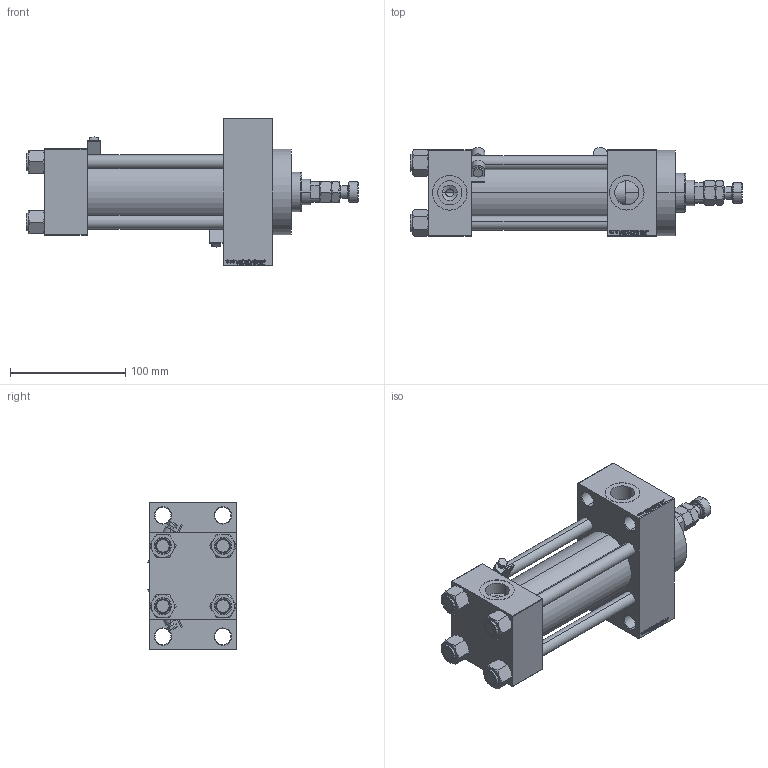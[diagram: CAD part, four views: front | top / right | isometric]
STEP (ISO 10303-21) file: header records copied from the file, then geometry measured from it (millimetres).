
FILE_DESCRIPTION (( 'STEP AP203' ), '1' );
FILE_NAME ('d1da.STEP', '2023-08-23T12:59:08', ( '' ), ( '' ), 'SwSTEP 2.0', 'SolidWorks 2019', '' );
FILE_SCHEMA (( 'CONFIG_CONTROL_DESIGN' ));
Length unit declared in the file: millimetre
Products named in the file (8): V215CR_VCP_D 8a9ee3ffc407d65012b696e2508be3d5; V215_VC_A 8a9ee3ffc407d65012b696e2508be3d5; MFA 8a9ee3ffc407d65012b696e2508be3d5; NUT_M5_D 8a9ee3ffc407d65012b696e2508be3d5; V215CR_D_TYCINKA 8a9ee3ffc407d65012b696e2508be3d5; V215CR_D_Body 8a9ee3ffc407d65012b696e2508be3d5; MSRF_MSRG1 8a9ee3ffc407d65012b696e2508be3d5; d1da
Assembly tree (14 placements, depth 2):
  d1da
    V215CR_D_Body 8a9ee3ffc407d65012b696e2508be3d5
    V215CR_VCP_D 8a9ee3ffc407d65012b696e2508be3d5
    NUT_M5_D 8a9ee3ffc407d65012b696e2508be3d5  x4
    V215CR_D_TYCINKA 8a9ee3ffc407d65012b696e2508be3d5  x4
    V215_VC_A 8a9ee3ffc407d65012b696e2508be3d5
    MFA 8a9ee3ffc407d65012b696e2508be3d5
    MSRF_MSRG1 8a9ee3ffc407d65012b696e2508be3d5  x2
Bounding box: 288 x 77.15 x 128 mm (x, y, z)
Volume: 892883.9 mm3; surface area: 207053.8 mm2
Topology: 14 solids, 14 shells, 1219 faces, 3007 edges, 1935 vertices
Faces by surface type: plane 549, bspline 368, cone 170, cylinder 120, torus 12
Entity records: 49920 total; most frequent: CARTESIAN_POINT 25804, ORIENTED_EDGE 5356, DIRECTION 3542, EDGE_CURVE 2678, VERTEX_POINT 1743, LINE 1572, VECTOR 1572, EDGE_LOOP 1203
